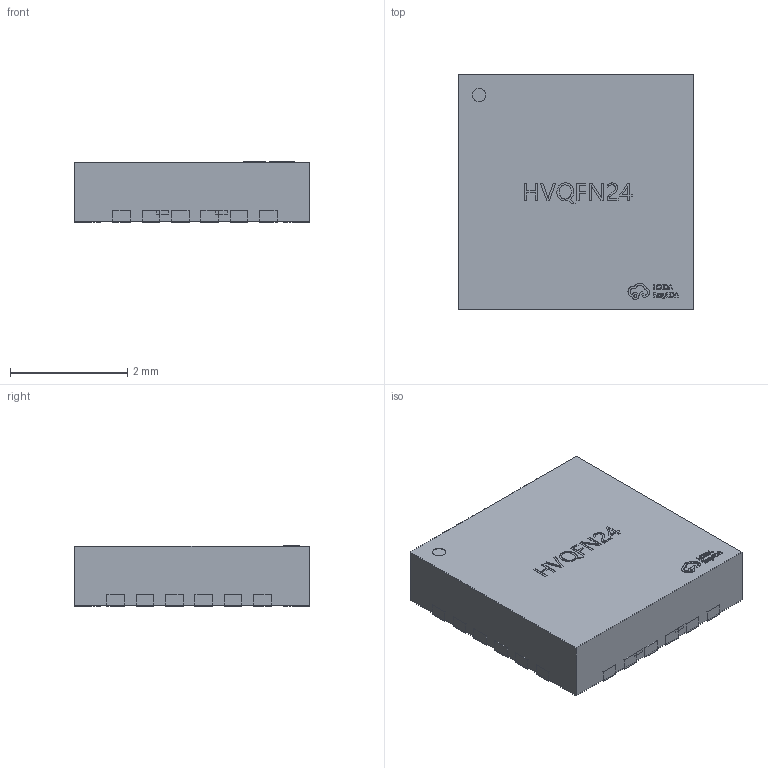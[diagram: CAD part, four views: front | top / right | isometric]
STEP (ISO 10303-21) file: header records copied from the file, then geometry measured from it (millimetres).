
FILE_DESCRIPTION (( 'STEP AP214' ), '1' );
FILE_NAME ('HVQFN-24_L4.0-W4.0-H1.0-P0.50.step', '2022-07-15T02:29:19', ( '' ), ( '' ), 'SwSTEP 2.0', 'SolidWorks 2020', '' );
FILE_SCHEMA (( 'AUTOMOTIVE_DESIGN' ));
Length unit declared in the file: millimetre
Products named in the file (1): HVQFN-24_L4.0-W4.0-H1.0-P0.50
Bounding box: 4.02 x 4.02 x 1.03 mm (x, y, z)
Volume: 16.6 mm3; surface area: 60.9 mm2
Topology: 25 solids, 25 shells, 543 faces, 1365 edges, 910 vertices
Faces by surface type: plane 379, bspline 138, cylinder 26
Entity records: 24706 total; most frequent: CARTESIAN_POINT 6325, ORIENTED_EDGE 2730, DIRECTION 1949, EDGE_CURVE 1365, LINE 1033, VECTOR 1033, VERTEX_POINT 910, EDGE_LOOP 581
